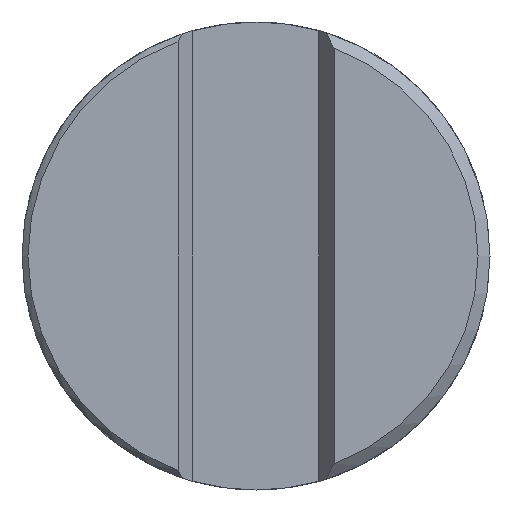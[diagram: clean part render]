
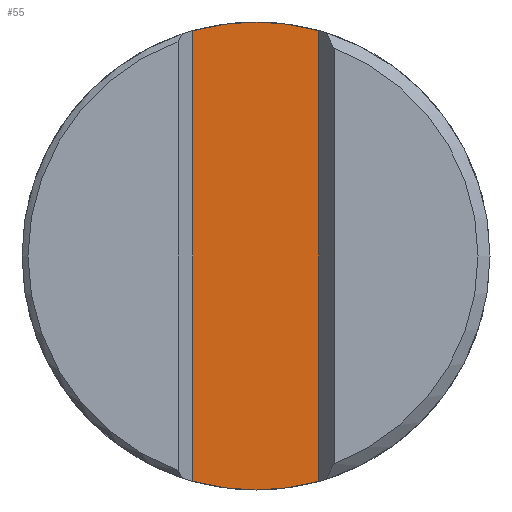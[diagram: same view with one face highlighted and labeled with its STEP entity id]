
A CAD part, front view. The second image highlights one B-rep face of the part: STEP entity #55.
In plain terms, the highlighted planar face has unit normal (0, -1, 0).
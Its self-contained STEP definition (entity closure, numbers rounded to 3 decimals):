
#55=ADVANCED_FACE('',(#106),#107,.F.);
#106=FACE_OUTER_BOUND('',#189,.T.);
#107=PLANE('',#190);
#189=EDGE_LOOP('',(#6837,#6838,#6839,#6840));
#190=AXIS2_PLACEMENT_3D('',#6841,#6842,#6843);
#6837=ORIENTED_EDGE('',*,*,#7095,.F.);
#6838=ORIENTED_EDGE('',*,*,#7096,.F.);
#6839=ORIENTED_EDGE('',*,*,#7097,.F.);
#6840=ORIENTED_EDGE('',*,*,#7085,.T.);
#6841=CARTESIAN_POINT('',(1.05,0.375,-4.682));
#6842=DIRECTION('',(0.0,1.0,0.0));
#6843=DIRECTION('',(1.0,0.0,-0.0));
#7085=EDGE_CURVE('',#7212,#7210,#7213,.T.);
#7095=EDGE_CURVE('',#7228,#7210,#7230,.T.);
#7096=EDGE_CURVE('',#7231,#7228,#7232,.T.);
#7097=EDGE_CURVE('',#7212,#7231,#7233,.T.);
#7210=VERTEX_POINT('',#7404);
#7212=VERTEX_POINT('',#7409);
#7213=LINE('',#7410,#7411);
#7228=VERTEX_POINT('',#7435);
#7230=CIRCLE('',#7440,3.9);
#7231=VERTEX_POINT('',#7441);
#7232=LINE('',#7442,#7443);
#7233=CIRCLE('',#7444,3.9);
#7404=CARTESIAN_POINT('',(1.05,0.375,3.756));
#7409=CARTESIAN_POINT('',(1.05,0.375,-3.756));
#7410=CARTESIAN_POINT('',(1.05,0.375,-3.756));
#7411=VECTOR('',#10802,7.512);
#7435=CARTESIAN_POINT('',(-1.05,0.375,3.756));
#7440=AXIS2_PLACEMENT_3D('',#10817,#10818,#10819);
#7441=CARTESIAN_POINT('',(-1.05,0.375,-3.756));
#7442=CARTESIAN_POINT('',(-1.05,0.375,-3.756));
#7443=VECTOR('',#10820,7.512);
#7444=AXIS2_PLACEMENT_3D('',#10821,#10822,#10823);
#10802=DIRECTION('',(0.0,0.0,1.0));
#10817=CARTESIAN_POINT('',(0.0,0.375,0.0));
#10818=DIRECTION('',(0.0,1.0,0.0));
#10819=DIRECTION('',(-0.269,0.0,0.963));
#10820=DIRECTION('',(0.0,0.0,1.0));
#10821=CARTESIAN_POINT('',(0.0,0.375,0.0));
#10822=DIRECTION('',(0.0,1.0,0.0));
#10823=DIRECTION('',(0.269,0.0,-0.963));
